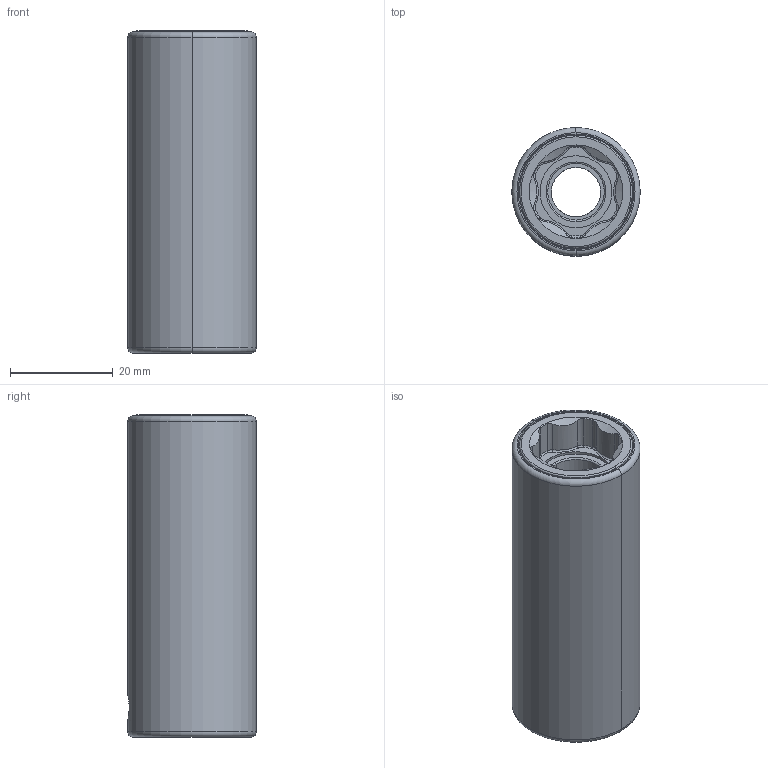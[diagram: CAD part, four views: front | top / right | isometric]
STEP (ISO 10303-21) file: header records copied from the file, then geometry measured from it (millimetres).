
FILE_DESCRIPTION((''),'2;1');
FILE_NAME('4027129415_ASM','2023-08-23T12:42:47',('A00565553'),(''),'CREO PARAMETRIC BY PTC INC, 2022414','CREO PARAMETRIC BY PTC INC, 2022414','');
FILE_SCHEMA(('CONFIG_CONTROL_DESIGN','GEOMETRIC_VALIDATION_PROPERTIES_MIM'));
Length unit declared in the file: millimetre
Products named in the file (5): 4027031423; 4027044135; 4027031482_AF1; 4027044105; 4027129415_ASM
Assembly tree (4 placements, depth 2):
  4027129415_ASM
    4027031423
    4027044135
    4027031482_AF1
    4027044105
Bounding box: 25 x 25 x 62.7 mm (x, y, z)
Volume: 14038.3 mm3; surface area: 28746.3 mm2
Topology: 4 solids, 9 shells, 353 faces, 976 edges, 612 vertices
Faces by surface type: cylinder 154, torus 78, plane 77, bspline 24, cone 20
Entity records: 18246 total; most frequent: CARTESIAN_POINT 5023, DIRECTION 1884, ORIENTED_EDGE 1820, PRESENTATION_STYLE_ASSIGNMENT 1138, STYLED_ITEM 984, CURVE_STYLE 976, EDGE_CURVE 976, AXIS2_PLACEMENT_3D 796
